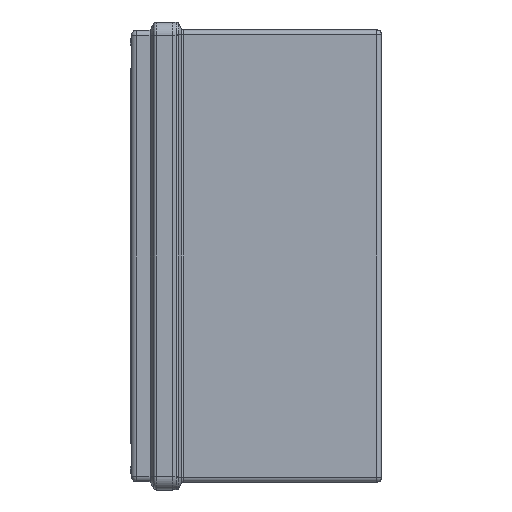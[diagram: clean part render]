
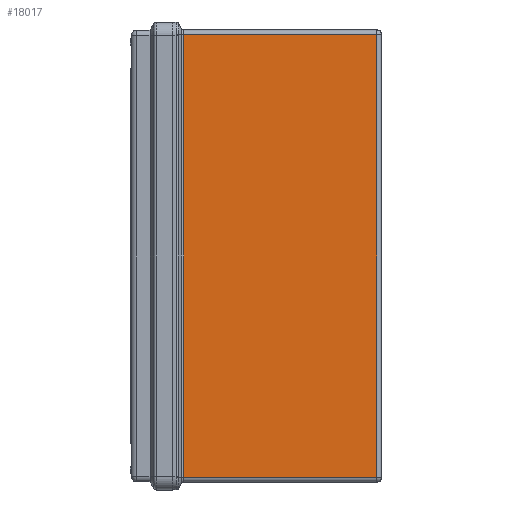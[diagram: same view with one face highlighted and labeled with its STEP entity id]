
A CAD part, left-side view. The second image highlights one B-rep face of the part: STEP entity #18017.
In plain terms, the highlighted planar face has unit normal (-1, 0, 0).
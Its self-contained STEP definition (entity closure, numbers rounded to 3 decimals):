
#2153 = LINE ( 'NONE', #34209, #47837 ) ;
#3474 = DIRECTION ( 'NONE',  ( 0., 0., -1. ) ) ;
#4488 = VERTEX_POINT ( 'NONE', #5942 ) ;
#4707 = DIRECTION ( 'NONE',  ( 0., -1., 0. ) ) ;
#4935 = AXIS2_PLACEMENT_3D ( 'NONE', #47478, #20928, #51928 ) ;
#5101 = DIRECTION ( 'NONE',  ( 0., 0., 1. ) ) ;
#5557 = VERTEX_POINT ( 'NONE', #23231 ) ;
#5942 = CARTESIAN_POINT ( 'NONE',  ( -167.35, -74.3, -80.3 ) ) ;
#7689 = VECTOR ( 'NONE', #4707, 1000. ) ;
#12046 = PLANE ( 'NONE',  #4935 ) ;
#12255 = FACE_OUTER_BOUND ( 'NONE', #27211, .T. ) ;
#15314 = VECTOR ( 'NONE', #5101, 1000. ) ;
#18017 = ADVANCED_FACE ( 'NONE', ( #12255 ), #12046, .T. ) ;
#18456 = CARTESIAN_POINT ( 'NONE',  ( -167.35, -74.3, 80.3 ) ) ;
#19407 = LINE ( 'NONE', #32677, #41524 ) ;
#20928 = DIRECTION ( 'NONE',  ( -1., 0., 0. ) ) ;
#22013 = ORIENTED_EDGE ( 'NONE', *, *, #27276, .T. ) ;
#23231 = CARTESIAN_POINT ( 'NONE',  ( -167.35, -74.3, 80.3 ) ) ;
#26393 = CARTESIAN_POINT ( 'NONE',  ( -167.35, -75.8, -80.3 ) ) ;
#26521 = EDGE_CURVE ( 'NONE', #29366, #4488, #53478, .T. ) ;
#26601 = EDGE_CURVE ( 'NONE', #4488, #5557, #38830, .T. ) ;
#27120 = EDGE_CURVE ( 'NONE', #5557, #54235, #19407, .T. ) ;
#27211 = EDGE_LOOP ( 'NONE', ( #52311, #48476, #44812, #22013 ) ) ;
#27276 = EDGE_CURVE ( 'NONE', #54235, #29366, #2153, .T. ) ;
#28605 = DIRECTION ( 'NONE',  ( 0., 1., 0. ) ) ;
#29366 = VERTEX_POINT ( 'NONE', #44591 ) ;
#32677 = CARTESIAN_POINT ( 'NONE',  ( -167.35, -75.8, 80.3 ) ) ;
#34209 = CARTESIAN_POINT ( 'NONE',  ( -167.35, -4.166, -82.1 ) ) ;
#38830 = LINE ( 'NONE', #18456, #15314 ) ;
#41524 = VECTOR ( 'NONE', #28605, 1000. ) ;
#44591 = CARTESIAN_POINT ( 'NONE',  ( -167.35, -4.166, -80.3 ) ) ;
#44812 = ORIENTED_EDGE ( 'NONE', *, *, #27120, .T. ) ;
#47478 = CARTESIAN_POINT ( 'NONE',  ( -167.35, -75.8, -82.1 ) ) ;
#47837 = VECTOR ( 'NONE', #3474, 1000. ) ;
#48476 = ORIENTED_EDGE ( 'NONE', *, *, #26601, .T. ) ;
#51928 = DIRECTION ( 'NONE',  ( 0., 0., 1. ) ) ;
#52311 = ORIENTED_EDGE ( 'NONE', *, *, #26521, .T. ) ;
#53478 = LINE ( 'NONE', #26393, #7689 ) ;
#54235 = VERTEX_POINT ( 'NONE', #56953 ) ;
#56953 = CARTESIAN_POINT ( 'NONE',  ( -167.35, -4.166, 80.3 ) ) ;
